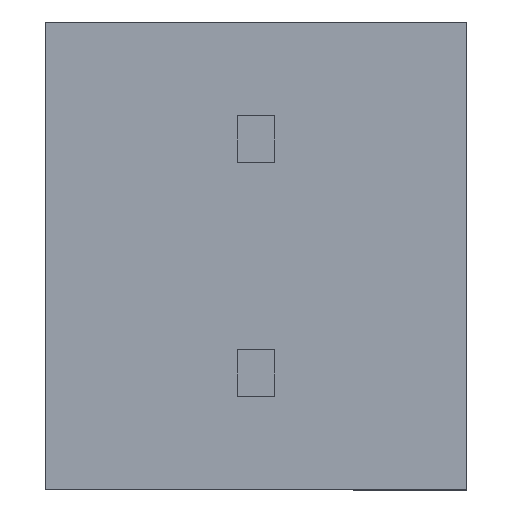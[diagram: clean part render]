
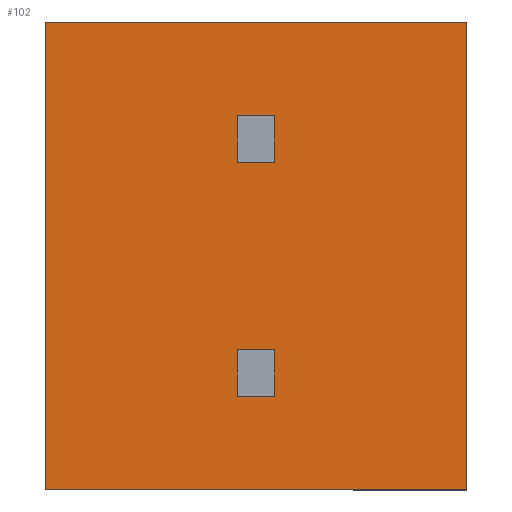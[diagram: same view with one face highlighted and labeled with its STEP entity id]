
A CAD part, front view. The second image highlights one B-rep face of the part: STEP entity #102.
In plain terms, the highlighted planar face has unit normal (0, -1, 0).
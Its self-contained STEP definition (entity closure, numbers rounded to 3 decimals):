
#19 = EDGE_CURVE ( 'NONE', #1472, #1637, #248, .T. ) ;
#25 = VERTEX_POINT ( 'NONE', #1061 ) ;
#27 = VERTEX_POINT ( 'NONE', #897 ) ;
#53 = ORIENTED_EDGE ( 'NONE', *, *, #1181, .T. ) ;
#56 = LINE ( 'NONE', #476, #1349 ) ;
#74 = VERTEX_POINT ( 'NONE', #406 ) ;
#78 = CARTESIAN_POINT ( 'NONE',  ( 4.1, 0., -3. ) ) ;
#88 = DIRECTION ( 'NONE',  ( -1., 0., 0. ) ) ;
#89 = FACE_BOUND ( 'NONE', #1204, .T. ) ;
#102 = ADVANCED_FACE ( 'NONE', ( #541, #89, #1819 ), #914, .T. ) ;
#124 = DIRECTION ( 'NONE',  ( 1., 0., 0. ) ) ;
#127 = CARTESIAN_POINT ( 'NONE',  ( 4.9, 0., 0. ) ) ;
#145 = DIRECTION ( 'NONE',  ( -1., 0., 0. ) ) ;
#153 = CARTESIAN_POINT ( 'NONE',  ( 4.1, 0., -7. ) ) ;
#213 = LINE ( 'NONE', #127, #1097 ) ;
#223 = CARTESIAN_POINT ( 'NONE',  ( 4.1, 0., -2. ) ) ;
#226 = ORIENTED_EDGE ( 'NONE', *, *, #1813, .T. ) ;
#236 = DIRECTION ( 'NONE',  ( 0., 0., -1. ) ) ;
#248 = LINE ( 'NONE', #1407, #1981 ) ;
#315 = DIRECTION ( 'NONE',  ( 0., 0., -1. ) ) ;
#332 = AXIS2_PLACEMENT_3D ( 'NONE', #742, #576, #418 ) ;
#366 = EDGE_CURVE ( 'NONE', #1276, #1649, #409, .T. ) ;
#395 = EDGE_LOOP ( 'NONE', ( #53, #1681, #917, #2108 ) ) ;
#406 = CARTESIAN_POINT ( 'NONE',  ( 4.9, 0., -7. ) ) ;
#409 = LINE ( 'NONE', #1465, #2141 ) ;
#418 = DIRECTION ( 'NONE',  ( 0., 0., -1. ) ) ;
#425 = VECTOR ( 'NONE', #88, 1000. ) ;
#436 = CARTESIAN_POINT ( 'NONE',  ( 4.9, 0., -8. ) ) ;
#476 = CARTESIAN_POINT ( 'NONE',  ( 4.1, 0., -2.5 ) ) ;
#484 = DIRECTION ( 'NONE',  ( 1., 0., 0. ) ) ;
#496 = CARTESIAN_POINT ( 'NONE',  ( 4.9, 0., -3. ) ) ;
#541 = FACE_OUTER_BOUND ( 'NONE', #395, .T. ) ;
#542 = EDGE_CURVE ( 'NONE', #74, #850, #1867, .T. ) ;
#544 = ORIENTED_EDGE ( 'NONE', *, *, #684, .T. ) ;
#550 = LINE ( 'NONE', #904, #1835 ) ;
#576 = DIRECTION ( 'NONE',  ( 0., -1., 0. ) ) ;
#620 = ORIENTED_EDGE ( 'NONE', *, *, #1856, .F. ) ;
#623 = VERTEX_POINT ( 'NONE', #78 ) ;
#684 = EDGE_CURVE ( 'NONE', #74, #1649, #550, .T. ) ;
#705 = DIRECTION ( 'NONE',  ( 0., 0., -1. ) ) ;
#712 = CARTESIAN_POINT ( 'NONE',  ( 9., 0., -10. ) ) ;
#726 = VECTOR ( 'NONE', #1096, 1000. ) ;
#734 = EDGE_CURVE ( 'NONE', #623, #2025, #1728, .T. ) ;
#742 = CARTESIAN_POINT ( 'NONE',  ( 0., 0., 0. ) ) ;
#750 = CARTESIAN_POINT ( 'NONE',  ( 0., 0., -10. ) ) ;
#794 = DIRECTION ( 'NONE',  ( 0., 0., -1. ) ) ;
#799 = CARTESIAN_POINT ( 'NONE',  ( 4.1, 0., -2. ) ) ;
#850 = VERTEX_POINT ( 'NONE', #153 ) ;
#859 = CARTESIAN_POINT ( 'NONE',  ( 9., 0., 0. ) ) ;
#876 = ORIENTED_EDGE ( 'NONE', *, *, #1022, .F. ) ;
#897 = CARTESIAN_POINT ( 'NONE',  ( 9., 0., 0. ) ) ;
#904 = CARTESIAN_POINT ( 'NONE',  ( 4.9, 0., 0. ) ) ;
#906 = EDGE_CURVE ( 'NONE', #1637, #1489, #996, .T. ) ;
#914 = PLANE ( 'NONE',  #332 ) ;
#917 = ORIENTED_EDGE ( 'NONE', *, *, #906, .T. ) ;
#943 = VECTOR ( 'NONE', #1152, 1000. ) ;
#947 = CARTESIAN_POINT ( 'NONE',  ( 4.1, 0., -7. ) ) ;
#970 = VECTOR ( 'NONE', #1537, 1000. ) ;
#985 = ORIENTED_EDGE ( 'NONE', *, *, #1150, .F. ) ;
#996 = LINE ( 'NONE', #1330, #943 ) ;
#1022 = EDGE_CURVE ( 'NONE', #850, #1276, #1627, .T. ) ;
#1025 = VECTOR ( 'NONE', #1480, 1000. ) ;
#1061 = CARTESIAN_POINT ( 'NONE',  ( 4.9, 0., -2. ) ) ;
#1096 = DIRECTION ( 'NONE',  ( 0., 0., -1. ) ) ;
#1097 = VECTOR ( 'NONE', #794, 1000. ) ;
#1150 = EDGE_CURVE ( 'NONE', #25, #1507, #1530, .T. ) ;
#1152 = DIRECTION ( 'NONE',  ( 1., 0., 0. ) ) ;
#1177 = CARTESIAN_POINT ( 'NONE',  ( 4.1, 0., -8. ) ) ;
#1181 = EDGE_CURVE ( 'NONE', #27, #1472, #1916, .T. ) ;
#1204 = EDGE_LOOP ( 'NONE', ( #985, #226, #1400, #620 ) ) ;
#1276 = VERTEX_POINT ( 'NONE', #1177 ) ;
#1290 = VECTOR ( 'NONE', #124, 1000. ) ;
#1326 = CARTESIAN_POINT ( 'NONE',  ( 0., 0., 0. ) ) ;
#1330 = CARTESIAN_POINT ( 'NONE',  ( 4.666, 0., -10. ) ) ;
#1349 = VECTOR ( 'NONE', #315, 1000. ) ;
#1400 = ORIENTED_EDGE ( 'NONE', *, *, #734, .F. ) ;
#1407 = CARTESIAN_POINT ( 'NONE',  ( 0., 0., 0. ) ) ;
#1409 = LINE ( 'NONE', #859, #970 ) ;
#1463 = CARTESIAN_POINT ( 'NONE',  ( 4.9, 0., -3. ) ) ;
#1465 = CARTESIAN_POINT ( 'NONE',  ( 4.9, 0., -8. ) ) ;
#1472 = VERTEX_POINT ( 'NONE', #1722 ) ;
#1478 = VECTOR ( 'NONE', #145, 1000. ) ;
#1480 = DIRECTION ( 'NONE',  ( -1., 0., 0. ) ) ;
#1489 = VERTEX_POINT ( 'NONE', #712 ) ;
#1507 = VERTEX_POINT ( 'NONE', #223 ) ;
#1530 = LINE ( 'NONE', #799, #1025 ) ;
#1537 = DIRECTION ( 'NONE',  ( 0., 0., -1. ) ) ;
#1627 = LINE ( 'NONE', #2107, #726 ) ;
#1637 = VERTEX_POINT ( 'NONE', #750 ) ;
#1649 = VERTEX_POINT ( 'NONE', #436 ) ;
#1681 = ORIENTED_EDGE ( 'NONE', *, *, #19, .T. ) ;
#1683 = ORIENTED_EDGE ( 'NONE', *, *, #542, .F. ) ;
#1722 = CARTESIAN_POINT ( 'NONE',  ( 0., 0., 0. ) ) ;
#1728 = LINE ( 'NONE', #1463, #1290 ) ;
#1786 = ORIENTED_EDGE ( 'NONE', *, *, #366, .F. ) ;
#1813 = EDGE_CURVE ( 'NONE', #25, #2025, #213, .T. ) ;
#1819 = FACE_BOUND ( 'NONE', #2109, .T. ) ;
#1835 = VECTOR ( 'NONE', #236, 1000. ) ;
#1856 = EDGE_CURVE ( 'NONE', #1507, #623, #56, .T. ) ;
#1867 = LINE ( 'NONE', #947, #425 ) ;
#1916 = LINE ( 'NONE', #1326, #1478 ) ;
#1981 = VECTOR ( 'NONE', #705, 1000. ) ;
#2025 = VERTEX_POINT ( 'NONE', #496 ) ;
#2107 = CARTESIAN_POINT ( 'NONE',  ( 4.1, 0., -7.5 ) ) ;
#2108 = ORIENTED_EDGE ( 'NONE', *, *, #2155, .F. ) ;
#2109 = EDGE_LOOP ( 'NONE', ( #1683, #544, #1786, #876 ) ) ;
#2141 = VECTOR ( 'NONE', #484, 1000. ) ;
#2155 = EDGE_CURVE ( 'NONE', #27, #1489, #1409, .T. ) ;
